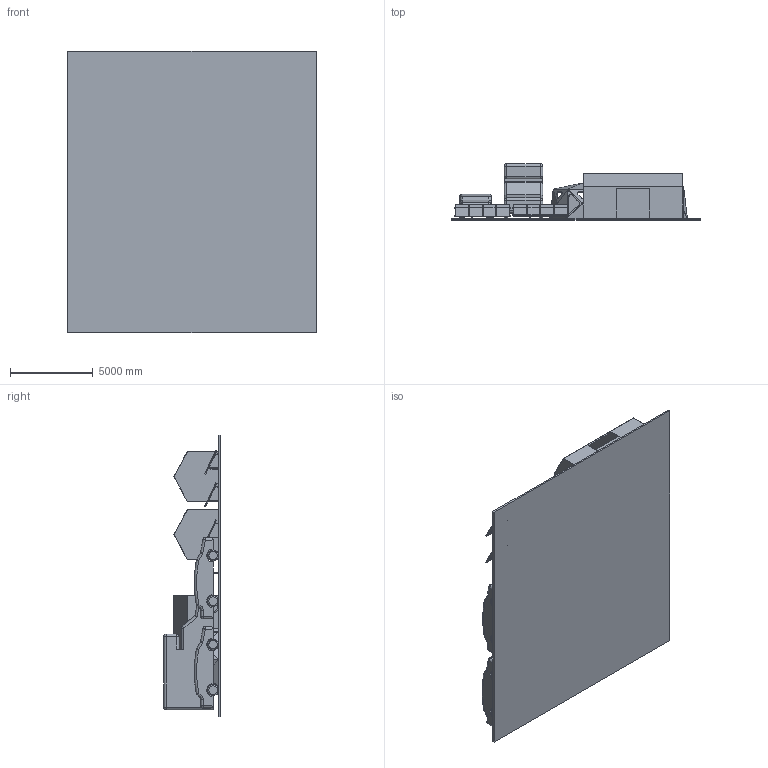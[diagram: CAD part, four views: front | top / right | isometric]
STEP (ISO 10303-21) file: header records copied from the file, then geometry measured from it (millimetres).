
FILE_DESCRIPTION(/* description */ (''),/* implementation_level */ '2;1');
FILE_NAME(/* name */ 'BungaCamp2025.stp',/* time_stamp */ '2025-07-04T17:24:23-07:00',/* author */ ('user'),/* organization */ (''),/* preprocessor_version */ 'ST-DEVELOPER v20.1',/* originating_system */ 'Autodesk Inventor 2026',/* authorisation */ '');
FILE_SCHEMA (('AUTOMOTIVE_DESIGN { 1 0 10303 214 3 1 1 }'));
Length unit declared in the file: inch
Products named in the file (8): BungaCamp2025; BungaCamp-Layout; BungaCamp-Sedan; BungaCamp-SolarArray1kW; BungaCamp-Uhaul15ft; BungaCamp-ShiftPodX-Expedition; BungaCamp-RDS-Obsidian; BungaCamp-CostcoCarport
Assembly tree (15 placements, depth 2):
  BungaCamp2025
    BungaCamp-Layout
    BungaCamp-CostcoCarport  x3
    BungaCamp-Sedan  x2
    BungaCamp-SolarArray1kW  x6
    BungaCamp-Uhaul15ft
    BungaCamp-ShiftPodX-Expedition
    BungaCamp-RDS-Obsidian
Bounding box: 15000 x 3411.05 x 17000 mm (x, y, z)
Volume: 83365017619.3 mm3; surface area: 1165769190.6 mm2
Topology: 27 solids, 27 shells, 1181 faces, 2821 edges, 1722 vertices
Faces by surface type: plane 871, bspline 132, cylinder 114, torus 38, sphere 26
Full cylindrical faces by diameter (mm): 203.2 x2, 406.4 x6, 668.7 x8, 693.1 x4
Entity records: 19510 total; most frequent: CARTESIAN_POINT 8266, ORIENTED_EDGE 2286, DIRECTION 2017, EDGE_CURVE 1143, LINE 717, VECTOR 717, VERTEX_POINT 680, AXIS2_PLACEMENT_3D 650
